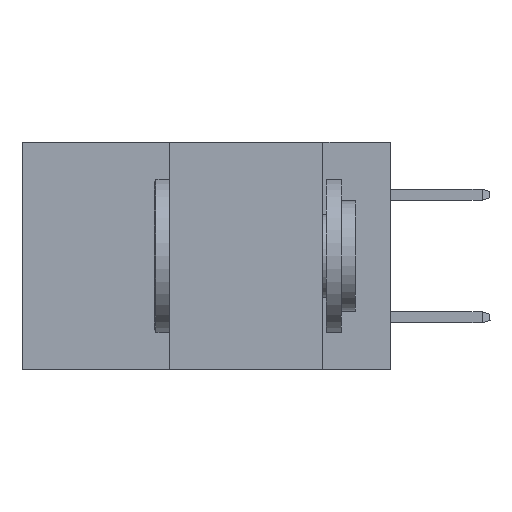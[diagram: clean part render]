
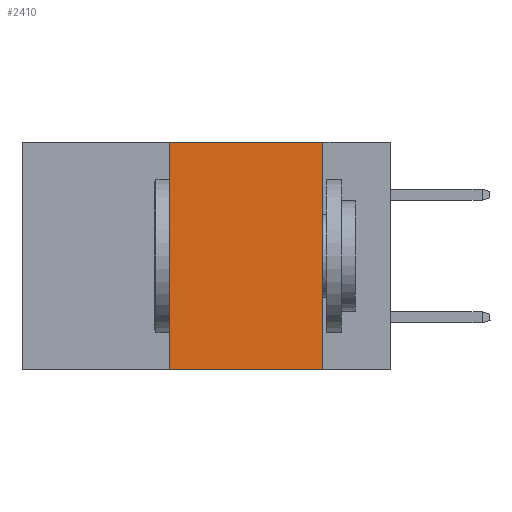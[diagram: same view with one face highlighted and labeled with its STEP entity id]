
A CAD part, left-side view. The second image highlights one B-rep face of the part: STEP entity #2410.
In plain terms, the highlighted planar face has unit normal (-1, 0, 0).
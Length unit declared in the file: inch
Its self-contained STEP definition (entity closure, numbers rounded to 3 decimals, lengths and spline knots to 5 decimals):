
#422 = DIRECTION ( 'NONE',  ( 0., 0., -1. ) ) ;
#920 = CARTESIAN_POINT ( 'NONE',  ( 0., 0.6, 0. ) ) ;
#937 = VECTOR ( 'NONE', #10303, 39.37008 ) ;
#1622 = DIRECTION ( 'NONE',  ( 0., -1., 0. ) ) ;
#1966 = ORIENTED_EDGE ( 'NONE', *, *, #3330, .F. ) ;
#2410 = ADVANCED_FACE ( 'NONE', ( #8380 ), #13069, .F. ) ;
#2837 = CARTESIAN_POINT ( 'NONE',  ( 0., 0.11, -0.37 ) ) ;
#3330 = EDGE_CURVE ( 'NONE', #8242, #4220, #10504, .T. ) ;
#4220 = VERTEX_POINT ( 'NONE', #7633 ) ;
#4726 = EDGE_CURVE ( 'NONE', #4220, #5546, #15519, .T. ) ;
#5216 = DIRECTION ( 'NONE',  ( 1., 0., 0. ) ) ;
#5411 = ORIENTED_EDGE ( 'NONE', *, *, #25036, .T. ) ;
#5546 = VERTEX_POINT ( 'NONE', #6032 ) ;
#5996 = EDGE_CURVE ( 'NONE', #5546, #22442, #9111, .T. ) ;
#6032 = CARTESIAN_POINT ( 'NONE',  ( 0., 0.11, 0. ) ) ;
#6179 = CARTESIAN_POINT ( 'NONE',  ( 0., 0.6, -0.37 ) ) ;
#7633 = CARTESIAN_POINT ( 'NONE',  ( 0., 0.36, 0. ) ) ;
#7847 = LINE ( 'NONE', #6179, #937 ) ;
#8242 = VERTEX_POINT ( 'NONE', #8614 ) ;
#8380 = FACE_OUTER_BOUND ( 'NONE', #24203, .T. ) ;
#8614 = CARTESIAN_POINT ( 'NONE',  ( 0., 0.36, -0.37 ) ) ;
#9111 = LINE ( 'NONE', #11961, #21368 ) ;
#10303 = DIRECTION ( 'NONE',  ( 0., -1., 0. ) ) ;
#10504 = LINE ( 'NONE', #17011, #25605 ) ;
#11961 = CARTESIAN_POINT ( 'NONE',  ( 0., 0.11, 0. ) ) ;
#13069 = PLANE ( 'NONE',  #25944 ) ;
#13151 = DIRECTION ( 'NONE',  ( 0., 0., -1. ) ) ;
#15008 = DIRECTION ( 'NONE',  ( 0., 0., 1. ) ) ;
#15519 = LINE ( 'NONE', #920, #16149 ) ;
#15697 = ORIENTED_EDGE ( 'NONE', *, *, #4726, .F. ) ;
#16149 = VECTOR ( 'NONE', #1622, 39.37008 ) ;
#17011 = CARTESIAN_POINT ( 'NONE',  ( 0., 0.36, 0. ) ) ;
#21368 = VECTOR ( 'NONE', #422, 39.37008 ) ;
#21397 = ORIENTED_EDGE ( 'NONE', *, *, #5996, .F. ) ;
#22442 = VERTEX_POINT ( 'NONE', #2837 ) ;
#23275 = CARTESIAN_POINT ( 'NONE',  ( 0., 0.6, 0. ) ) ;
#24203 = EDGE_LOOP ( 'NONE', ( #21397, #15697, #1966, #5411 ) ) ;
#25036 = EDGE_CURVE ( 'NONE', #8242, #22442, #7847, .T. ) ;
#25605 = VECTOR ( 'NONE', #15008, 39.37008 ) ;
#25944 = AXIS2_PLACEMENT_3D ( 'NONE', #23275, #5216, #13151 ) ;
